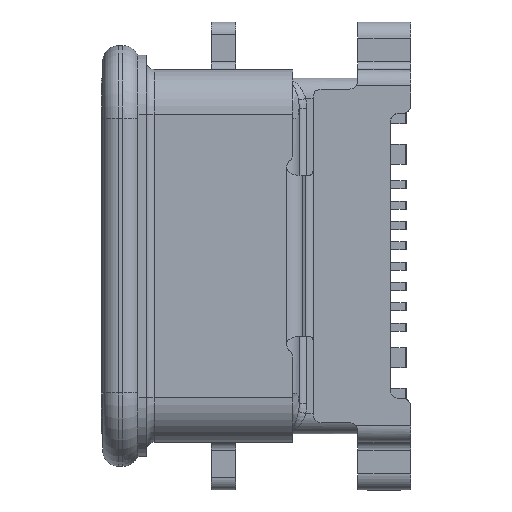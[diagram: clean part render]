
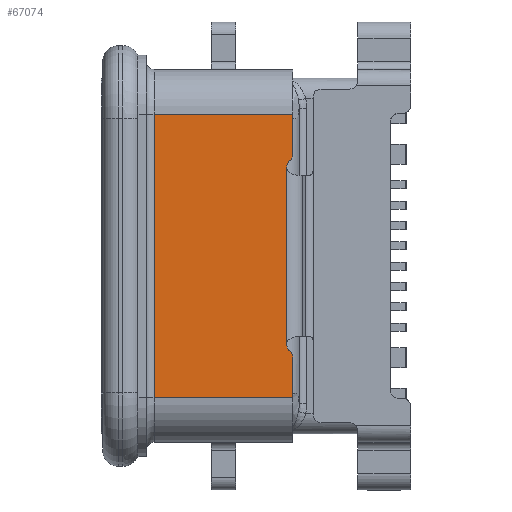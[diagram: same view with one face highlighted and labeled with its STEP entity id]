
A CAD part, top view. The second image highlights one B-rep face of the part: STEP entity #67074.
In plain terms, the highlighted planar face has unit normal (0, 0, 1).
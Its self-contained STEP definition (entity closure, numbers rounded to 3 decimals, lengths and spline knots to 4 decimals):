
#2192 = DIRECTION ( 'NONE',  ( 0., 0., -1. ) ) ;
#2544 = EDGE_CURVE ( 'NONE', #68682, #77473, #43825, .T. ) ;
#3689 = CARTESIAN_POINT ( 'NONE',  ( -3.52, -3.48, 1.69 ) ) ;
#7518 = VERTEX_POINT ( 'NONE', #63826 ) ;
#8290 = EDGE_LOOP ( 'NONE', ( #71587, #18556, #74968, #73497, #69032, #60462, #37474, #71520, #18088, #74108 ) ) ;
#11155 = VECTOR ( 'NONE', #20676, 1000. ) ;
#11861 = EDGE_CURVE ( 'NONE', #68682, #30475, #45568, .T. ) ;
#12379 = CIRCLE ( 'NONE', #57182, 0.2 ) ;
#12609 = CARTESIAN_POINT ( 'NONE',  ( -0.2668, -2.18, 1.69 ) ) ;
#13792 = DIRECTION ( 'NONE',  ( 1., 0., 0. ) ) ;
#13928 = VERTEX_POINT ( 'NONE', #33596 ) ;
#14407 = DIRECTION ( 'NONE',  ( 1., 0., 0. ) ) ;
#17005 = CARTESIAN_POINT ( 'NONE',  ( -0.32, 2.4896, 1.69 ) ) ;
#18088 = ORIENTED_EDGE ( 'NONE', *, *, #11861, .F. ) ;
#18214 = AXIS2_PLACEMENT_3D ( 'NONE', #27646, #58493, #14407 ) ;
#18556 = ORIENTED_EDGE ( 'NONE', *, *, #58374, .T. ) ;
#18643 = DIRECTION ( 'NONE',  ( 0., 1., 0. ) ) ;
#19470 = AXIS2_PLACEMENT_3D ( 'NONE', #50092, #19622, #20796 ) ;
#19622 = DIRECTION ( 'NONE',  ( 0., 0., -1. ) ) ;
#19763 = VECTOR ( 'NONE', #48247, 1000. ) ;
#20676 = DIRECTION ( 'NONE',  ( 0., -1., 0. ) ) ;
#20796 = DIRECTION ( 'NONE',  ( -0.633, -0.774, 0. ) ) ;
#25786 = DIRECTION ( 'NONE',  ( 0., 1., 0. ) ) ;
#26374 = EDGE_CURVE ( 'NONE', #72594, #30475, #34818, .T. ) ;
#27397 = VECTOR ( 'NONE', #64823, 1000. ) ;
#27646 = CARTESIAN_POINT ( 'NONE',  ( -0.32, -2.4896, 1.69 ) ) ;
#27811 = EDGE_CURVE ( 'NONE', #77473, #7518, #75799, .T. ) ;
#28770 = LINE ( 'NONE', #52030, #27397 ) ;
#29713 = VECTOR ( 'NONE', #25786, 1000. ) ;
#30475 = VERTEX_POINT ( 'NONE', #51515 ) ;
#30590 = LINE ( 'NONE', #79038, #19763 ) ;
#30996 = AXIS2_PLACEMENT_3D ( 'NONE', #17005, #42278, #66676 ) ;
#31773 = EDGE_CURVE ( 'NONE', #37107, #62482, #30590, .T. ) ;
#33596 = CARTESIAN_POINT ( 'NONE',  ( -0.1934, 2.3348, 1.69 ) ) ;
#34818 = LINE ( 'NONE', #35607, #57873 ) ;
#35607 = CARTESIAN_POINT ( 'NONE',  ( -3.52, -3.48, 1.69 ) ) ;
#35841 = AXIS2_PLACEMENT_3D ( 'NONE', #39461, #76265, #13792 ) ;
#37107 = VERTEX_POINT ( 'NONE', #78016 ) ;
#37242 = VERTEX_POINT ( 'NONE', #54419 ) ;
#37474 = ORIENTED_EDGE ( 'NONE', *, *, #74964, .F. ) ;
#39231 = EDGE_CURVE ( 'NONE', #37107, #60635, #28770, .T. ) ;
#39461 = CARTESIAN_POINT ( 'NONE',  ( -1.82, 0., 1.69 ) ) ;
#39543 = CARTESIAN_POINT ( 'NONE',  ( -0.12, -2.4896, 1.69 ) ) ;
#42278 = DIRECTION ( 'NONE',  ( 0., 0., 1. ) ) ;
#43825 = CIRCLE ( 'NONE', #18214, 0.2 ) ;
#45568 = LINE ( 'NONE', #39543, #11155 ) ;
#46005 = EDGE_CURVE ( 'NONE', #37242, #13928, #12379, .T. ) ;
#48247 = DIRECTION ( 'NONE',  ( -1., 0., 0. ) ) ;
#49870 = FACE_OUTER_BOUND ( 'NONE', #8290, .T. ) ;
#49902 = DIRECTION ( 'NONE',  ( -1., 0., 0. ) ) ;
#50092 = CARTESIAN_POINT ( 'NONE',  ( -0.0668, -2.18, 1.69 ) ) ;
#50705 = CARTESIAN_POINT ( 'NONE',  ( -0.0668, 2.18, 1.69 ) ) ;
#51216 = CARTESIAN_POINT ( 'NONE',  ( -0.12, 2.4896, 1.69 ) ) ;
#51445 = CIRCLE ( 'NONE', #30996, 0.2 ) ;
#51515 = CARTESIAN_POINT ( 'NONE',  ( -0.12, -3.48, 1.69 ) ) ;
#52030 = CARTESIAN_POINT ( 'NONE',  ( -0.12, 3.48, 1.69 ) ) ;
#54419 = CARTESIAN_POINT ( 'NONE',  ( -0.2668, 2.18, 1.69 ) ) ;
#54750 = CARTESIAN_POINT ( 'NONE',  ( -0.1934, -2.3348, 1.69 ) ) ;
#56414 = CARTESIAN_POINT ( 'NONE',  ( -0.12, -2.4896, 1.69 ) ) ;
#57182 = AXIS2_PLACEMENT_3D ( 'NONE', #50705, #2192, #49902 ) ;
#57873 = VECTOR ( 'NONE', #64859, 1000. ) ;
#58374 = EDGE_CURVE ( 'NONE', #7518, #37242, #62271, .T. ) ;
#58493 = DIRECTION ( 'NONE',  ( 0., 0., 1. ) ) ;
#60462 = ORIENTED_EDGE ( 'NONE', *, *, #31773, .T. ) ;
#60635 = VERTEX_POINT ( 'NONE', #51216 ) ;
#62271 = LINE ( 'NONE', #12609, #73437 ) ;
#62482 = VERTEX_POINT ( 'NONE', #65039 ) ;
#63826 = CARTESIAN_POINT ( 'NONE',  ( -0.2668, -2.18, 1.69 ) ) ;
#64247 = PLANE ( 'NONE',  #35841 ) ;
#64823 = DIRECTION ( 'NONE',  ( 0., -1., 0. ) ) ;
#64859 = DIRECTION ( 'NONE',  ( 1., 0., 0. ) ) ;
#65039 = CARTESIAN_POINT ( 'NONE',  ( -3.52, 3.48, 1.69 ) ) ;
#66676 = DIRECTION ( 'NONE',  ( 0.633, -0.774, 0. ) ) ;
#67074 = ADVANCED_FACE ( 'NONE', ( #49870 ), #64247, .T. ) ;
#68682 = VERTEX_POINT ( 'NONE', #56414 ) ;
#69032 = ORIENTED_EDGE ( 'NONE', *, *, #39231, .F. ) ;
#69041 = CARTESIAN_POINT ( 'NONE',  ( -3.52, -3.48, 1.69 ) ) ;
#71520 = ORIENTED_EDGE ( 'NONE', *, *, #26374, .T. ) ;
#71587 = ORIENTED_EDGE ( 'NONE', *, *, #27811, .T. ) ;
#72594 = VERTEX_POINT ( 'NONE', #3689 ) ;
#73076 = LINE ( 'NONE', #69041, #29713 ) ;
#73437 = VECTOR ( 'NONE', #18643, 1000. ) ;
#73497 = ORIENTED_EDGE ( 'NONE', *, *, #74928, .T. ) ;
#74108 = ORIENTED_EDGE ( 'NONE', *, *, #2544, .T. ) ;
#74928 = EDGE_CURVE ( 'NONE', #13928, #60635, #51445, .T. ) ;
#74964 = EDGE_CURVE ( 'NONE', #72594, #62482, #73076, .T. ) ;
#74968 = ORIENTED_EDGE ( 'NONE', *, *, #46005, .T. ) ;
#75799 = CIRCLE ( 'NONE', #19470, 0.2 ) ;
#76265 = DIRECTION ( 'NONE',  ( 0., 0., 1. ) ) ;
#77473 = VERTEX_POINT ( 'NONE', #54750 ) ;
#78016 = CARTESIAN_POINT ( 'NONE',  ( -0.12, 3.48, 1.69 ) ) ;
#79038 = CARTESIAN_POINT ( 'NONE',  ( -0.12, 3.48, 1.69 ) ) ;
